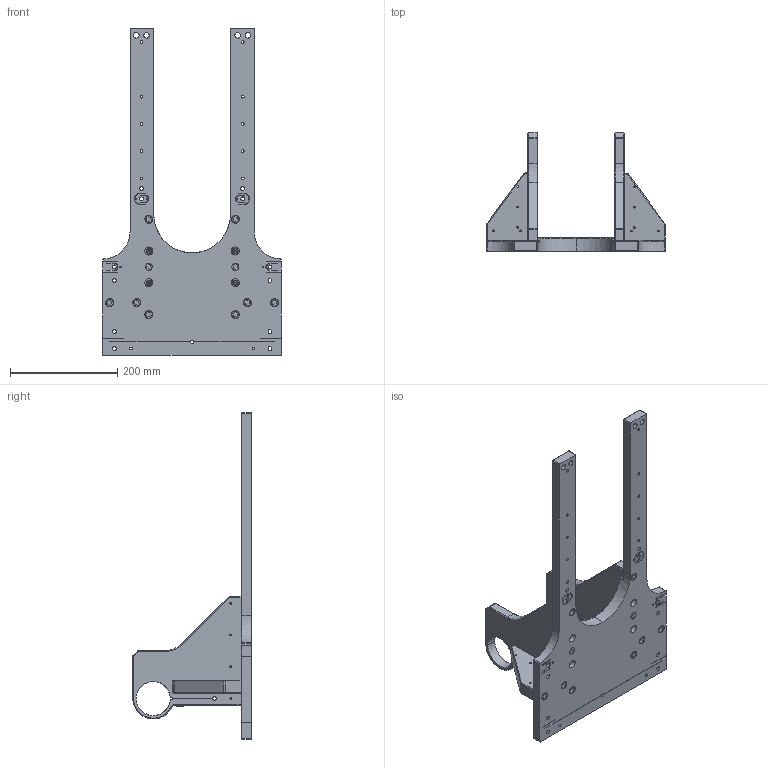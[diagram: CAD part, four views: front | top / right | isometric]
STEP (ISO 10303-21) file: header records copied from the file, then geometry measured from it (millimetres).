
FILE_DESCRIPTION(('OneSpaceDesigner STEP Export'),'2;1');
FILE_NAME('CRADLE_STAND.stp','2004-01-28T 8:46:01',(''),(''),'OneSpace Designer STEP processor (Jan. 2003) for AP214(CD)(Solid Model)','OneSpace Designer 12.00 10-Sep-2003 (C) CoCreate Software GmbH','');
FILE_SCHEMA(('AUTOMOTIVE_DESIGN_CC2 {1 2 10303 214 -1 1 5 1}'));
Length unit declared in the file: millimetre
Products named in the file (8): SOCKET_HD.375-24-X-1.0-LG-3R; CRADLE_STAND_UPRIGHT_L_INVAR; CRADLE_STAND_UPRIGHT_R_INVAR; CRADLE_STAND_GUSSET1; CRADLE_STAND_BASE_INVAR; SOCKET_HD.375-24-X-.75-LG-1L; CRADLE_STAND_SUBASSEMBLY; CRADLE_STAND_FINAL_MACHINING
Assembly tree (22 placements, depth 3):
  CRADLE_STAND_FINAL_MACHINING
    CRADLE_STAND_SUBASSEMBLY
      SOCKET_HD.375-24-X-1.0-LG-3R  x14
      SOCKET_HD.375-24-X-.75-LG-1L  x2
      CRADLE_STAND_GUSSET1  x2
      CRADLE_STAND_BASE_INVAR
      CRADLE_STAND_UPRIGHT_R_INVAR
      CRADLE_STAND_UPRIGHT_L_INVAR
Bounding box: 333.31 x 220.93 x 609.6 mm (x, y, z)
Volume: 3289909.9 mm3; surface area: 536497.8 mm2
Topology: 21 solids, 21 shells, 944 faces, 2479 edges, 1611 vertices
Faces by surface type: cylinder 432, plane 399, cone 101, torus 8, bspline 4
Entity records: 28488 total; most frequent: CARTESIAN_POINT 13124, ORIENTED_EDGE 3526, DIRECTION 2650, EDGE_CURVE 1763, VERTEX_POINT 1149, AXIS2_PLACEMENT_3D 900, VECTOR 850, LINE 850
